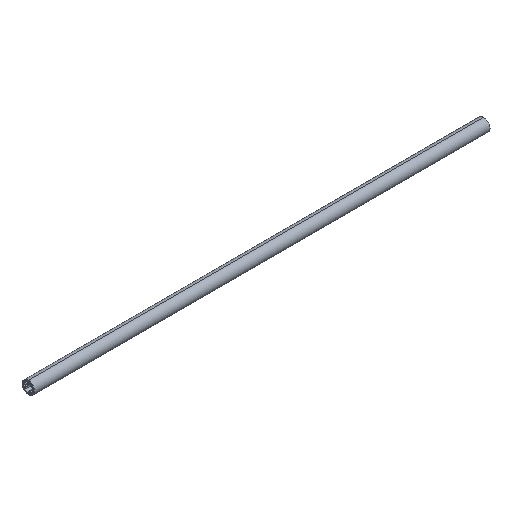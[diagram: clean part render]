
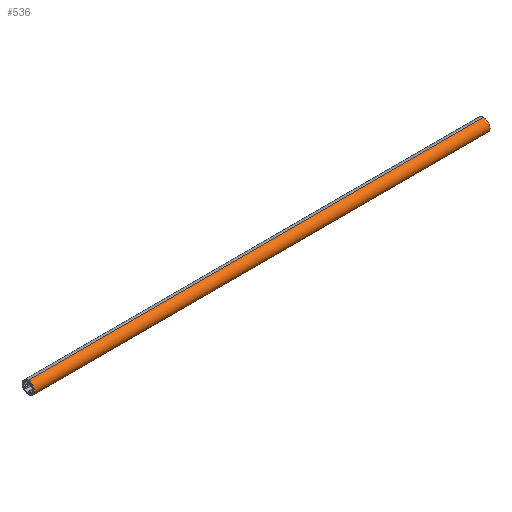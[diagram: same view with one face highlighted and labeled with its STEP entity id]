
A CAD part, isometric view. The second image highlights one B-rep face of the part: STEP entity #536.
In plain terms, the highlighted cylindrical face has radius 12.5 mm (diameter 25 mm), a partial arc.
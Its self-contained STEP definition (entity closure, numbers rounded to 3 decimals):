
#63 = CARTESIAN_POINT ( 'NONE',  ( -134.295, 0., 0. ) ) ;
#221 = DIRECTION ( 'NONE',  ( 0., 0., 1. ) ) ;
#233 = VERTEX_POINT ( 'NONE', #793 ) ;
#250 = DIRECTION ( 'NONE',  ( -1., 0., 0. ) ) ;
#265 = CIRCLE ( 'NONE', #866, 12.5 ) ;
#285 = ORIENTED_EDGE ( 'NONE', *, *, #358, .F. ) ;
#302 = CIRCLE ( 'NONE', #759, 12.5 ) ;
#335 = VERTEX_POINT ( 'NONE', #1013 ) ;
#347 = DIRECTION ( 'NONE',  ( 0., 0., 1. ) ) ;
#355 = DIRECTION ( 'NONE',  ( -1., 0., 0. ) ) ;
#358 = EDGE_CURVE ( 'NONE', #233, #1064, #514, .T. ) ;
#384 = CARTESIAN_POINT ( 'NONE',  ( -134.295, 0., -12.5 ) ) ;
#456 = VECTOR ( 'NONE', #250, 1000. ) ;
#483 = DIRECTION ( 'NONE',  ( -1., 0., 0. ) ) ;
#491 = CARTESIAN_POINT ( 'NONE',  ( 455., 0., 0. ) ) ;
#500 = VERTEX_POINT ( 'NONE', #1091 ) ;
#503 = VECTOR ( 'NONE', #741, 1000. ) ;
#514 = LINE ( 'NONE', #384, #456 ) ;
#536 = ADVANCED_FACE ( 'NONE', ( #1107 ), #1102, .T. ) ;
#601 = CARTESIAN_POINT ( 'NONE',  ( -455., 0., 0. ) ) ;
#701 = EDGE_CURVE ( 'NONE', #1064, #335, #265, .T. ) ;
#715 = ORIENTED_EDGE ( 'NONE', *, *, #701, .F. ) ;
#741 = DIRECTION ( 'NONE',  ( -1., 0., 0. ) ) ;
#759 = AXIS2_PLACEMENT_3D ( 'NONE', #491, #355, #221 ) ;
#792 = EDGE_CURVE ( 'NONE', #233, #500, #302, .T. ) ;
#793 = CARTESIAN_POINT ( 'NONE',  ( 455., 0., -12.5 ) ) ;
#795 = CARTESIAN_POINT ( 'NONE',  ( -455., 0., -12.5 ) ) ;
#798 = ORIENTED_EDGE ( 'NONE', *, *, #1019, .T. ) ;
#856 = CARTESIAN_POINT ( 'NONE',  ( -134.295, 0., 12.5 ) ) ;
#858 = ORIENTED_EDGE ( 'NONE', *, *, #792, .T. ) ;
#866 = AXIS2_PLACEMENT_3D ( 'NONE', #601, #483, #347 ) ;
#946 = AXIS2_PLACEMENT_3D ( 'NONE', #63, #1150, #1032 ) ;
#981 = LINE ( 'NONE', #856, #503 ) ;
#1013 = CARTESIAN_POINT ( 'NONE',  ( -455., 0., 12.5 ) ) ;
#1019 = EDGE_CURVE ( 'NONE', #500, #335, #981, .T. ) ;
#1032 = DIRECTION ( 'NONE',  ( 0., 0., 1. ) ) ;
#1064 = VERTEX_POINT ( 'NONE', #795 ) ;
#1091 = CARTESIAN_POINT ( 'NONE',  ( 455., 0., 12.5 ) ) ;
#1102 = CYLINDRICAL_SURFACE ( 'NONE', #946, 12.5 ) ;
#1107 = FACE_OUTER_BOUND ( 'NONE', #1204, .T. ) ;
#1150 = DIRECTION ( 'NONE',  ( -1., 0., 0. ) ) ;
#1204 = EDGE_LOOP ( 'NONE', ( #285, #858, #798, #715 ) ) ;
